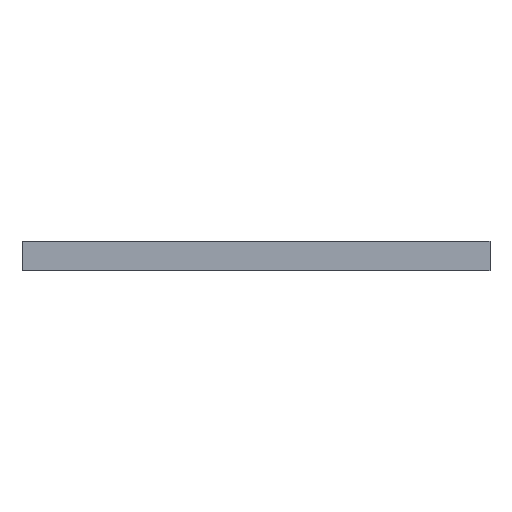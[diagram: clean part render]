
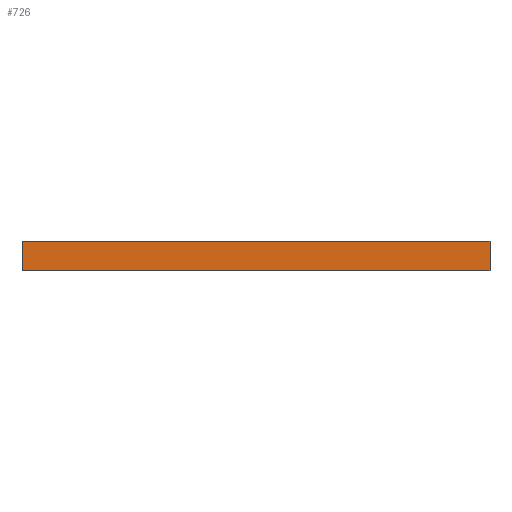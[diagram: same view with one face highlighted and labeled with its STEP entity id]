
A CAD part, left-side view. The second image highlights one B-rep face of the part: STEP entity #726.
In plain terms, the highlighted planar face has unit normal (-1, 0, 0).
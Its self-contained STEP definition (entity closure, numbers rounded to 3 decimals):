
#713=AXIS2_PLACEMENT_3D('Plane Axis2P3D',#710,#711,#712) ;
#108=CARTESIAN_POINT('Vertex',(0.,76.2,2.381)) ;
#111=CARTESIAN_POINT('Line Origine',(0.,38.1,2.381)) ;
#115=CARTESIAN_POINT('Vertex',(0.,0.,2.381)) ;
#411=CARTESIAN_POINT('Vertex',(0.,0.,-2.381)) ;
#414=CARTESIAN_POINT('Line Origine',(0.,38.1,-2.381)) ;
#418=CARTESIAN_POINT('Vertex',(0.,76.2,-2.381)) ;
#698=CARTESIAN_POINT('Line Origine',(0.,76.2,0.)) ;
#710=CARTESIAN_POINT('Axis2P3D Location',(0.,0.,2.381)) ;
#715=CARTESIAN_POINT('Line Origine',(0.,0.,0.)) ;
#112=DIRECTION('Vector Direction',(0.,1.,0.)) ;
#415=DIRECTION('Vector Direction',(0.,1.,0.)) ;
#699=DIRECTION('Vector Direction',(0.,0.,-1.)) ;
#711=DIRECTION('Axis2P3D Direction',(1.,-0.,0.)) ;
#712=DIRECTION('Axis2P3D XDirection',(0.,0.,-1.)) ;
#716=DIRECTION('Vector Direction',(0.,0.,1.)) ;
#113=VECTOR('Line Direction',#112,1.) ;
#416=VECTOR('Line Direction',#415,1.) ;
#700=VECTOR('Line Direction',#699,1.) ;
#717=VECTOR('Line Direction',#716,1.) ;
#721=ORIENTED_EDGE('',*,*,#719,.T.) ;
#722=ORIENTED_EDGE('',*,*,#117,.T.) ;
#723=ORIENTED_EDGE('',*,*,#702,.T.) ;
#724=ORIENTED_EDGE('',*,*,#420,.F.) ;
#726=ADVANCED_FACE('Boss-Extrude1',(#725),#714,.F.) ;
#117=EDGE_CURVE('',#116,#109,#114,.T.) ;
#420=EDGE_CURVE('',#412,#419,#417,.T.) ;
#702=EDGE_CURVE('',#109,#419,#701,.T.) ;
#719=EDGE_CURVE('',#412,#116,#718,.T.) ;
#720=EDGE_LOOP('',(#721,#722,#723,#724)) ;
#725=FACE_OUTER_BOUND('',#720,.T.) ;
#114=LINE('Line',#111,#113) ;
#417=LINE('Line',#414,#416) ;
#701=LINE('Line',#698,#700) ;
#718=LINE('Line',#715,#717) ;
#714=PLANE('',#713) ;
#109=VERTEX_POINT('',#108) ;
#116=VERTEX_POINT('',#115) ;
#412=VERTEX_POINT('',#411) ;
#419=VERTEX_POINT('',#418) ;
